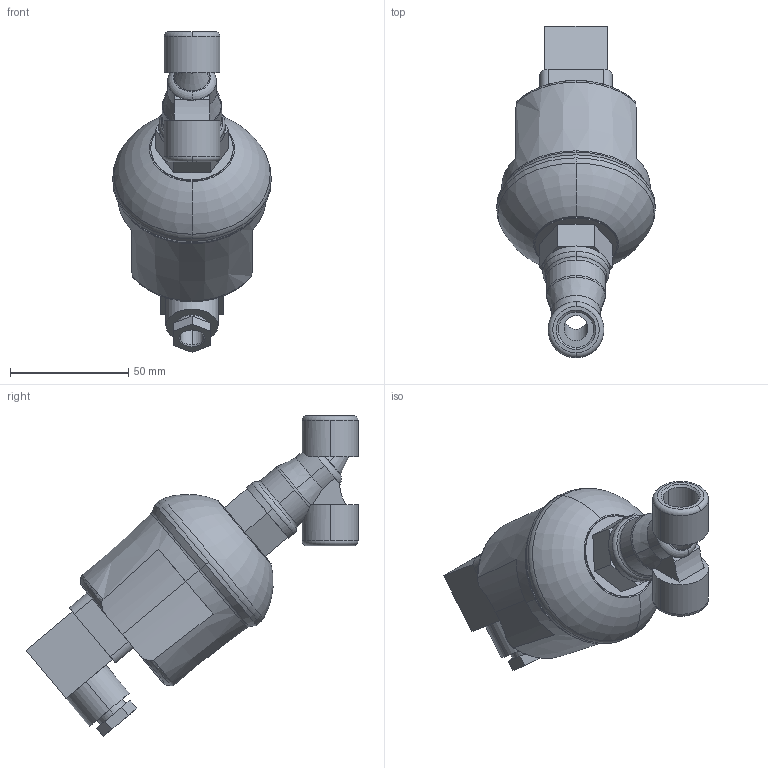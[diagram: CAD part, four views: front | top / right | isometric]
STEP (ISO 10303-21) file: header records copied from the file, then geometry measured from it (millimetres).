
FILE_DESCRIPTION(('STEP AP203'),'1');
FILE_NAME('motorised_valves_e290c52v0ka00v1.stp','2015-06-11T08:41:34',('TraceParts'),('TraceParts S.A.'),'Spatial InterOp 3D',' ',' ');
FILE_SCHEMA(('CONFIG_CONTROL_DESIGN'));
Length unit declared in the file: millimetre
Products named in the file (1): 1
Bounding box: 67 x 140.39 x 135.61 mm (x, y, z)
Volume: 246353.1 mm3; surface area: 32179.2 mm2
Topology: 1 solids, 1 shells, 151 faces, 394 edges, 254 vertices
Faces by surface type: plane 57, cylinder 43, torus 28, cone 20, sphere 3
Entity records: 5337 total; most frequent: CARTESIAN_POINT 1441, DIRECTION 880, ORIENTED_EDGE 788, EDGE_CURVE 394, AXIS2_PLACEMENT_3D 366, VERTEX_POINT 254, CIRCLE 191, EDGE_LOOP 162
